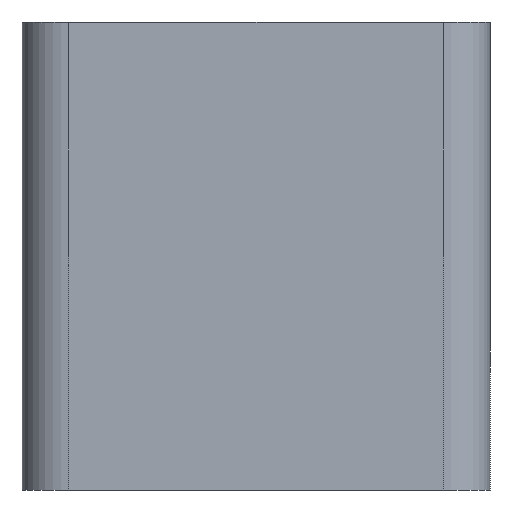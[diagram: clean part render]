
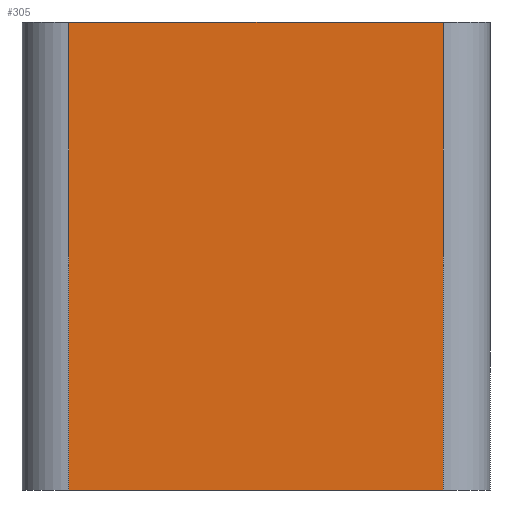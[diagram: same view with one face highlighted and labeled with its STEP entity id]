
A CAD part, left-side view. The second image highlights one B-rep face of the part: STEP entity #305.
In plain terms, the highlighted planar face has unit normal (-1, 0, 0).
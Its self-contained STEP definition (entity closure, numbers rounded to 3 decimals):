
#32 = VERTEX_POINT('',#33);
#33 = CARTESIAN_POINT('',(-25.,78.,20.));
#40 = EDGE_CURVE('',#41,#32,#43,.T.);
#41 = VERTEX_POINT('',#42);
#42 = CARTESIAN_POINT('',(-25.,62.,20.));
#43 = LINE('',#44,#45);
#44 = CARTESIAN_POINT('',(-25.,60.,20.));
#45 = VECTOR('',#46,1.);
#46 = DIRECTION('',(0.,1.,0.));
#260 = VERTEX_POINT('',#261);
#261 = CARTESIAN_POINT('',(-25.,78.,0.));
#268 = EDGE_CURVE('',#260,#32,#269,.T.);
#269 = LINE('',#270,#271);
#270 = CARTESIAN_POINT('',(-25.,78.,0.));
#271 = VECTOR('',#272,1.);
#272 = DIRECTION('',(0.,0.,1.));
#305 = ADVANCED_FACE('',(#306),#324,.T.);
#306 = FACE_BOUND('',#307,.T.);
#307 = EDGE_LOOP('',(#308,#316,#322,#323));
#308 = ORIENTED_EDGE('',*,*,#309,.F.);
#309 = EDGE_CURVE('',#310,#260,#312,.T.);
#310 = VERTEX_POINT('',#311);
#311 = CARTESIAN_POINT('',(-25.,62.,0.));
#312 = LINE('',#313,#314);
#313 = CARTESIAN_POINT('',(-25.,60.,0.));
#314 = VECTOR('',#315,1.);
#315 = DIRECTION('',(0.,1.,0.));
#316 = ORIENTED_EDGE('',*,*,#317,.T.);
#317 = EDGE_CURVE('',#310,#41,#318,.T.);
#318 = LINE('',#319,#320);
#319 = CARTESIAN_POINT('',(-25.,62.,0.));
#320 = VECTOR('',#321,1.);
#321 = DIRECTION('',(0.,0.,1.));
#322 = ORIENTED_EDGE('',*,*,#40,.T.);
#323 = ORIENTED_EDGE('',*,*,#268,.F.);
#324 = PLANE('',#325);
#325 = AXIS2_PLACEMENT_3D('',#326,#327,#328);
#326 = CARTESIAN_POINT('',(-25.,60.,0.));
#327 = DIRECTION('',(-1.,0.,0.));
#328 = DIRECTION('',(0.,1.,0.));
